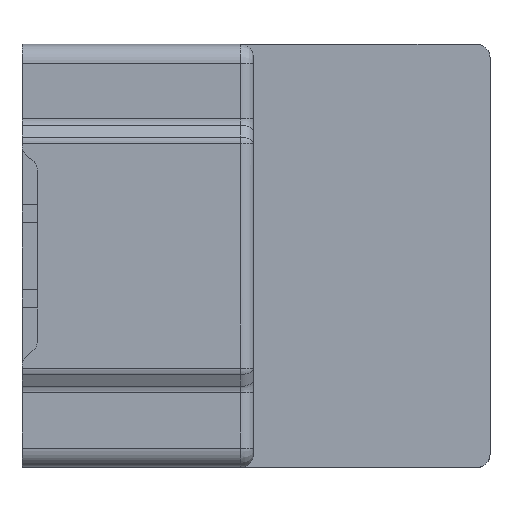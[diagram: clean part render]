
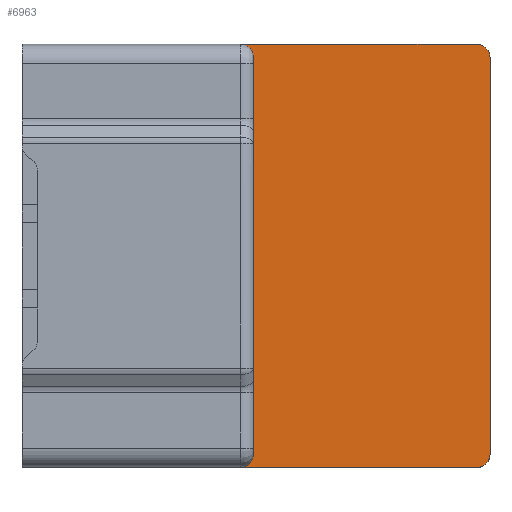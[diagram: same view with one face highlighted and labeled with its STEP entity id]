
A CAD part, top view. The second image highlights one B-rep face of the part: STEP entity #6963.
In plain terms, the highlighted planar face has unit normal (0, 0, 1).
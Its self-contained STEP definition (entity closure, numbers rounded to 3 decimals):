
#449=CARTESIAN_POINT('Vertex',(19.9,27.15,2.25)) ;
#452=CARTESIAN_POINT('Line Origine',(19.9,11.7,2.25)) ;
#456=CARTESIAN_POINT('Vertex',(19.9,-3.75,2.25)) ;
#6901=CARTESIAN_POINT('Axis2P3D Location',(0.,26.875,2.25)) ;
#6906=CARTESIAN_POINT('Axis2P3D Location',(0.5,-3.75,2.25)) ;
#6910=CARTESIAN_POINT('Vertex',(0.5,-4.75,2.25)) ;
#6912=CARTESIAN_POINT('Vertex',(1.5,-3.75,2.25)) ;
#6915=CARTESIAN_POINT('Line Origine',(9.7,-4.75,2.25)) ;
#6919=CARTESIAN_POINT('Vertex',(18.9,-4.75,2.25)) ;
#6922=CARTESIAN_POINT('Axis2P3D Location',(18.9,-3.75,2.25)) ;
#6927=CARTESIAN_POINT('Axis2P3D Location',(18.9,27.15,2.25)) ;
#6931=CARTESIAN_POINT('Vertex',(18.9,28.15,2.25)) ;
#6934=CARTESIAN_POINT('Line Origine',(9.7,28.15,2.25)) ;
#6938=CARTESIAN_POINT('Vertex',(0.5,28.15,2.25)) ;
#6941=CARTESIAN_POINT('Axis2P3D Location',(0.5,27.15,2.25)) ;
#6945=CARTESIAN_POINT('Vertex',(1.5,27.15,2.25)) ;
#6948=CARTESIAN_POINT('Line Origine',(1.5,11.7,2.25)) ;
#453=DIRECTION('Vector Direction',(0.,1.,0.)) ;
#6902=DIRECTION('Axis2P3D Direction',(0.,0.,-1.)) ;
#6903=DIRECTION('Axis2P3D XDirection',(0.,1.,0.)) ;
#6907=DIRECTION('Axis2P3D Direction',(0.,0.,-1.)) ;
#6916=DIRECTION('Vector Direction',(1.,0.,0.)) ;
#6923=DIRECTION('Axis2P3D Direction',(0.,0.,-1.)) ;
#6928=DIRECTION('Axis2P3D Direction',(0.,0.,-1.)) ;
#6935=DIRECTION('Vector Direction',(1.,0.,0.)) ;
#6942=DIRECTION('Axis2P3D Direction',(0.,0.,-1.)) ;
#6949=DIRECTION('Vector Direction',(0.,1.,0.)) ;
#6904=AXIS2_PLACEMENT_3D('Plane Axis2P3D',#6901,#6902,#6903) ;
#6908=AXIS2_PLACEMENT_3D('Circle Axis2P3D',#6906,#6907,$) ;
#6924=AXIS2_PLACEMENT_3D('Circle Axis2P3D',#6922,#6923,$) ;
#6929=AXIS2_PLACEMENT_3D('Circle Axis2P3D',#6927,#6928,$) ;
#6943=AXIS2_PLACEMENT_3D('Circle Axis2P3D',#6941,#6942,$) ;
#6954=ORIENTED_EDGE('',*,*,#6914,.F.) ;
#6955=ORIENTED_EDGE('',*,*,#6921,.T.) ;
#6956=ORIENTED_EDGE('',*,*,#6926,.F.) ;
#6957=ORIENTED_EDGE('',*,*,#458,.T.) ;
#6958=ORIENTED_EDGE('',*,*,#6933,.F.) ;
#6959=ORIENTED_EDGE('',*,*,#6940,.T.) ;
#6960=ORIENTED_EDGE('',*,*,#6947,.F.) ;
#6961=ORIENTED_EDGE('',*,*,#6952,.F.) ;
#454=VECTOR('Line Direction',#453,1.) ;
#6917=VECTOR('Line Direction',#6916,1.) ;
#6936=VECTOR('Line Direction',#6935,1.) ;
#6950=VECTOR('Line Direction',#6949,1.) ;
#6963=ADVANCED_FACE('\X2\FF8AFF9FFF70FF82\X0\ \X2\FF8EFF9EFF83FF9EFF68FF70\X0\',(#6962),#6905,.F.) ;
#6909=CIRCLE('generated circle',#6908,1.) ;
#6925=CIRCLE('generated circle',#6924,1.) ;
#6930=CIRCLE('generated circle',#6929,1.) ;
#6944=CIRCLE('generated circle',#6943,1.) ;
#458=EDGE_CURVE('',#457,#450,#455,.T.) ;
#6914=EDGE_CURVE('',#6911,#6913,#6909,.F.) ;
#6921=EDGE_CURVE('',#6911,#6920,#6918,.T.) ;
#6926=EDGE_CURVE('',#457,#6920,#6925,.T.) ;
#6933=EDGE_CURVE('',#6932,#450,#6930,.T.) ;
#6940=EDGE_CURVE('',#6932,#6939,#6937,.F.) ;
#6947=EDGE_CURVE('',#6946,#6939,#6944,.F.) ;
#6952=EDGE_CURVE('',#6913,#6946,#6951,.T.) ;
#6953=EDGE_LOOP('',(#6954,#6955,#6956,#6957,#6958,#6959,#6960,#6961)) ;
#6962=FACE_OUTER_BOUND('',#6953,.T.) ;
#455=LINE('Line',#452,#454) ;
#6918=LINE('Line',#6915,#6917) ;
#6937=LINE('Line',#6934,#6936) ;
#6951=LINE('Line',#6948,#6950) ;
#6905=PLANE('',#6904) ;
#450=VERTEX_POINT('',#449) ;
#457=VERTEX_POINT('',#456) ;
#6911=VERTEX_POINT('',#6910) ;
#6913=VERTEX_POINT('',#6912) ;
#6920=VERTEX_POINT('',#6919) ;
#6932=VERTEX_POINT('',#6931) ;
#6939=VERTEX_POINT('',#6938) ;
#6946=VERTEX_POINT('',#6945) ;
